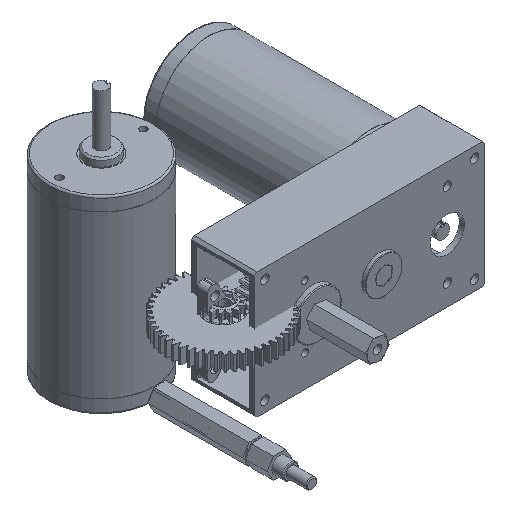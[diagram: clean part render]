
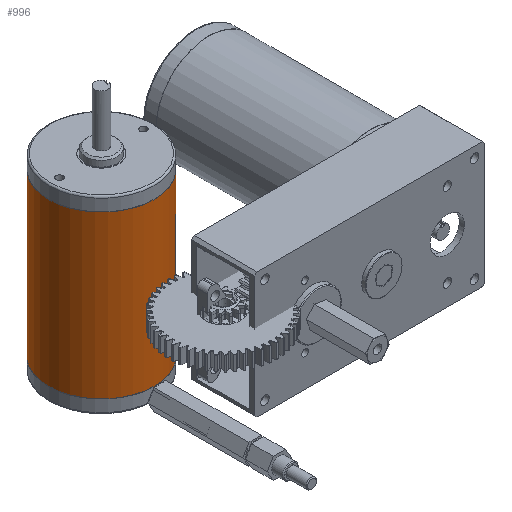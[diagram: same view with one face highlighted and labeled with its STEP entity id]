
A CAD part, isometric view. The second image highlights one B-rep face of the part: STEP entity #996.
In plain terms, the highlighted cylindrical face has radius 32.004 mm (diameter 64.008 mm), a full revolution.
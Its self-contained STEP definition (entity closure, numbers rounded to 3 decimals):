
#996 = ADVANCED_FACE( '', ( #1979, #1980 ), #1981, .T. );
#1979 = FACE_OUTER_BOUND( '', #3944, .T. );
#1980 = FACE_OUTER_BOUND( '', #3945, .T. );
#1981 = CYLINDRICAL_SURFACE( '', #3946, 32.004 );
#3944 = EDGE_LOOP( '', ( #6065 ) );
#3945 = EDGE_LOOP( '', ( #6066 ) );
#3946 = AXIS2_PLACEMENT_3D( '', #6067, #6068, #6069 );
#6065 = ORIENTED_EDGE( '', *, *, #13061, .F. );
#6066 = ORIENTED_EDGE( '', *, *, #13059, .T. );
#6067 = CARTESIAN_POINT( '', ( 35.56, 109.296, 19.05 ) );
#6068 = DIRECTION( '', ( 0., 0., 1. ) );
#6069 = DIRECTION( '', ( 1., 0., 0. ) );
#13059 = EDGE_CURVE( '', #15413, #15413, #15414, .F. );
#13061 = EDGE_CURVE( '', #15417, #15417, #15418, .T. );
#15413 = VERTEX_POINT( '', #19306 );
#15414 = CIRCLE( '', #19307, 32.004 );
#15417 = VERTEX_POINT( '', #19310 );
#15418 = CIRCLE( '', #19311, 32.004 );
#19306 = CARTESIAN_POINT( '', ( 35.56, 77.292, 10.82 ) );
#19307 = AXIS2_PLACEMENT_3D( '', #24613, #24614, #24615 );
#19310 = CARTESIAN_POINT( '', ( 3.556, 109.296, -87.325 ) );
#19311 = AXIS2_PLACEMENT_3D( '', #24619, #24620, #24621 );
#24613 = CARTESIAN_POINT( '', ( 35.56, 109.296, 10.82 ) );
#24614 = DIRECTION( '', ( 0., 0., 1. ) );
#24615 = DIRECTION( '', ( 0., -1., 0. ) );
#24619 = CARTESIAN_POINT( '', ( 35.56, 109.296, -87.325 ) );
#24620 = DIRECTION( '', ( 0., 0., -1. ) );
#24621 = DIRECTION( '', ( -1., 0., 0. ) );
